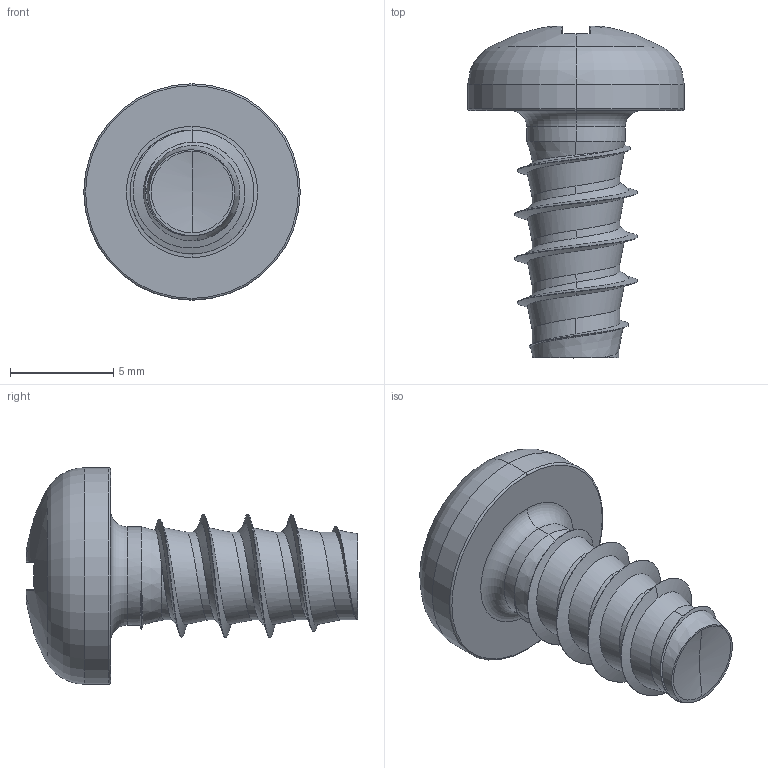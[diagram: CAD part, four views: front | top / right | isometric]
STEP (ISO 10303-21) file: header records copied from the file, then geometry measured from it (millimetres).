
FILE_DESCRIPTION (( 'STEP AP203' ), '1' );
FILE_NAME ('STP220600120.STEP', '2017-08-15T03:37:19', ( '' ), ( '' ), 'SwSTEP 2.0', 'SolidWorks 2015', '' );
FILE_SCHEMA (( 'CONFIG_CONTROL_DESIGN' ));
Length unit declared in the file: millimetre
Products named in the file (1): STP220600120
Bounding box: 10.5 x 16.1 x 10.5 mm (x, y, z)
Volume: 451.3 mm3; surface area: 526 mm2
Topology: 1 solids, 1 shells, 176 faces, 415 edges, 241 vertices
Faces by surface type: bspline 55, cylinder 35, plane 30, torus 28, sphere 20, cone 8
Entity records: 15365 total; most frequent: CARTESIAN_POINT 11701, ORIENTED_EDGE 826, DIRECTION 681, EDGE_CURVE 413, AXIS2_PLACEMENT_3D 301, VERTEX_POINT 241, CIRCLE 179, EDGE_LOOP 178
